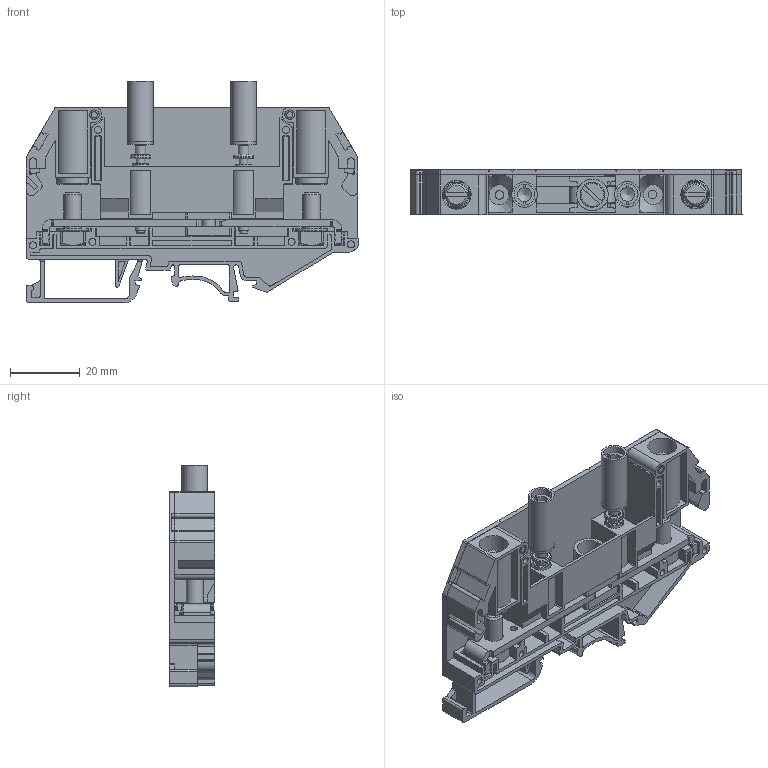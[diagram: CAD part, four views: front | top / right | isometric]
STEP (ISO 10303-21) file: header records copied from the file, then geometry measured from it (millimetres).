
FILE_DESCRIPTION(/* description */ ('Unknown'),/* implementation_level */ '2;1');
FILE_NAME(/* name */ 'OAT 10DTS',/* time_stamp */ '2018-10-20T12:35:46+05:00',/* author */ ('Unknown'),/* organization */ ('Unknown'),/* preprocessor_version */ 'ST-DEVELOPER v16.7',/* originating_system */ 'DEX',/* authorisation */ $);
FILE_SCHEMA (('AUTOMOTIVE_DESIGN {1 0 10303 214 3 1 1}'));
Products named in the file (1): Part1
Bounding box: 95 x 13.02 x 63.5 mm (x, y, z)
Volume: 22931.8 mm3; surface area: 36173.1 mm2
Topology: 2 solids, 2 shells, 1315 faces, 3574 edges, 2365 vertices
Faces by surface type: plane 842, cylinder 327, bspline 76, cone 54, torus 16
Full cylindrical faces by diameter (mm): 2 x8, 2.15 x2, 2.4 x2, 2.459 x4, 2.75 x4, 3 x4, 3.2 x2, 3.242 x1, 4 x3, 4.134 x4, 4.2 x1, 4.5 x1, 4.8 x2, 5 x2, 5.2 x2, 5.5 x4, 5.6 x2, 5.7 x2, 6 x2, 6.5 x2, 7 x1, 7.1 x1, 7.2 x2, 7.3 x2, 8.3 x2, 9 x5
Entity records: 53248 total; most frequent: CARTESIAN_POINT 11556, ORIENTED_EDGE 6778, DIRECTION 6390, EDGE_CURVE 3389, LINE 2400, VECTOR 2400, VERTEX_POINT 2307, AXIS2_PLACEMENT_3D 1995
